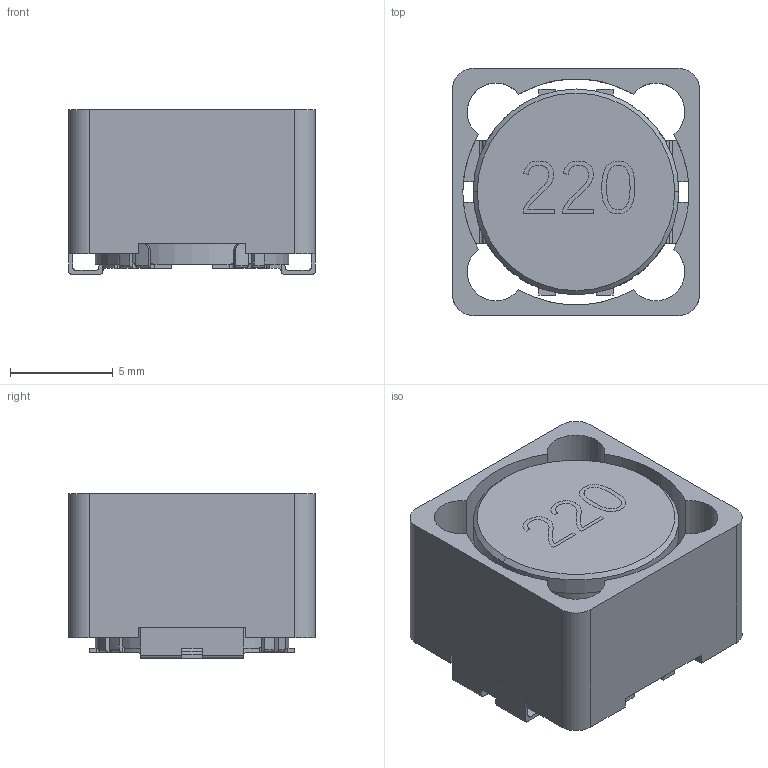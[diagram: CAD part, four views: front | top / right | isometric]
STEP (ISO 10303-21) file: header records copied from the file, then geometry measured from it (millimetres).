
FILE_DESCRIPTION (( 'STEP AP214' ), '1' );
FILE_NAME ('User Library-A3D-010-00005.STEP', '2019-06-15T11:34:51', ( '' ), ( '' ), 'SwSTEP 2.0', 'SolidWorks 2019', '' );
FILE_SCHEMA (( 'AUTOMOTIVE_DESIGN' ));
Length unit declared in the file: millimetre
Products named in the file (1): User Library-A3D-010-00005
Bounding box: 12 x 12 x 8 mm (x, y, z)
Volume: 472.3 mm3; surface area: 1261.7 mm2
Topology: 4 solids, 4 shells, 208 faces, 609 edges, 410 vertices
Faces by surface type: plane 105, cylinder 85, torus 16, cone 2
Entity records: 10030 total; most frequent: CARTESIAN_POINT 2104, ORIENTED_EDGE 1218, DIRECTION 1127, EDGE_CURVE 609, VERTEX_POINT 410, AXIS2_PLACEMENT_3D 385, LINE 357, VECTOR 357
